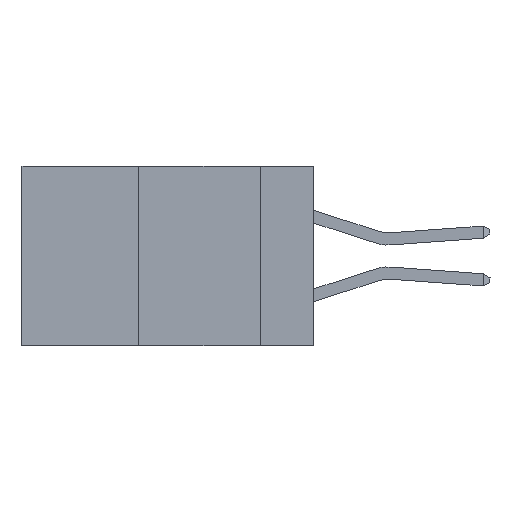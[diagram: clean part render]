
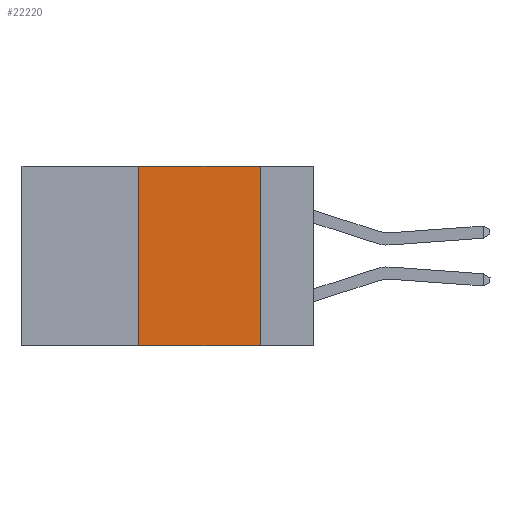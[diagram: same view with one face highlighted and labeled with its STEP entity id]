
A CAD part, left-side view. The second image highlights one B-rep face of the part: STEP entity #22220.
In plain terms, the highlighted planar face has unit normal (-1, 0, 0).
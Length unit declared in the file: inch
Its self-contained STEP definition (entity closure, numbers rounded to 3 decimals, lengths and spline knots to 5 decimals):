
#256 = DIRECTION ( 'NONE',  ( 0., -1., 0. ) ) ;
#295 = CARTESIAN_POINT ( 'NONE',  ( 0., 0.6, 0. ) ) ;
#3889 = VECTOR ( 'NONE', #32391, 39.37008 ) ;
#6135 = EDGE_CURVE ( 'NONE', #27973, #28852, #27391, .T. ) ;
#6755 = CARTESIAN_POINT ( 'NONE',  ( 0., 0.6, -0.37 ) ) ;
#9492 = VECTOR ( 'NONE', #15714, 39.37008 ) ;
#10672 = DIRECTION ( 'NONE',  ( 0., 0., -1. ) ) ;
#12682 = LINE ( 'NONE', #16460, #3889 ) ;
#13636 = CARTESIAN_POINT ( 'NONE',  ( 0., 0.36, -0.37 ) ) ;
#13770 = ORIENTED_EDGE ( 'NONE', *, *, #33441, .F. ) ;
#15299 = ORIENTED_EDGE ( 'NONE', *, *, #41012, .F. ) ;
#15714 = DIRECTION ( 'NONE',  ( 0., 0., 1. ) ) ;
#16460 = CARTESIAN_POINT ( 'NONE',  ( 0., 0.11, 0. ) ) ;
#17071 = ORIENTED_EDGE ( 'NONE', *, *, #23556, .F. ) ;
#17341 = CARTESIAN_POINT ( 'NONE',  ( 0., 0.6, 0. ) ) ;
#18582 = EDGE_LOOP ( 'NONE', ( #15299, #17071, #13770, #38136 ) ) ;
#18625 = VECTOR ( 'NONE', #256, 39.37008 ) ;
#19607 = CARTESIAN_POINT ( 'NONE',  ( 0., 0.11, 0. ) ) ;
#22220 = ADVANCED_FACE ( 'NONE', ( #25808 ), #40492, .F. ) ;
#22956 = LINE ( 'NONE', #39164, #9492 ) ;
#23421 = DIRECTION ( 'NONE',  ( 0., -1., 0. ) ) ;
#23556 = EDGE_CURVE ( 'NONE', #26929, #32134, #41717, .T. ) ;
#25808 = FACE_OUTER_BOUND ( 'NONE', #18582, .T. ) ;
#26929 = VERTEX_POINT ( 'NONE', #31953 ) ;
#27391 = LINE ( 'NONE', #6755, #18625 ) ;
#27973 = VERTEX_POINT ( 'NONE', #13636 ) ;
#28852 = VERTEX_POINT ( 'NONE', #32014 ) ;
#30480 = DIRECTION ( 'NONE',  ( 1., 0., 0. ) ) ;
#30792 = AXIS2_PLACEMENT_3D ( 'NONE', #17341, #30480, #10672 ) ;
#31953 = CARTESIAN_POINT ( 'NONE',  ( 0., 0.36, 0. ) ) ;
#32014 = CARTESIAN_POINT ( 'NONE',  ( 0., 0.11, -0.37 ) ) ;
#32134 = VERTEX_POINT ( 'NONE', #19607 ) ;
#32391 = DIRECTION ( 'NONE',  ( 0., 0., -1. ) ) ;
#33441 = EDGE_CURVE ( 'NONE', #27973, #26929, #22956, .T. ) ;
#34977 = VECTOR ( 'NONE', #23421, 39.37008 ) ;
#38136 = ORIENTED_EDGE ( 'NONE', *, *, #6135, .T. ) ;
#39164 = CARTESIAN_POINT ( 'NONE',  ( 0., 0.36, 0. ) ) ;
#40492 = PLANE ( 'NONE',  #30792 ) ;
#41012 = EDGE_CURVE ( 'NONE', #32134, #28852, #12682, .T. ) ;
#41717 = LINE ( 'NONE', #295, #34977 ) ;
